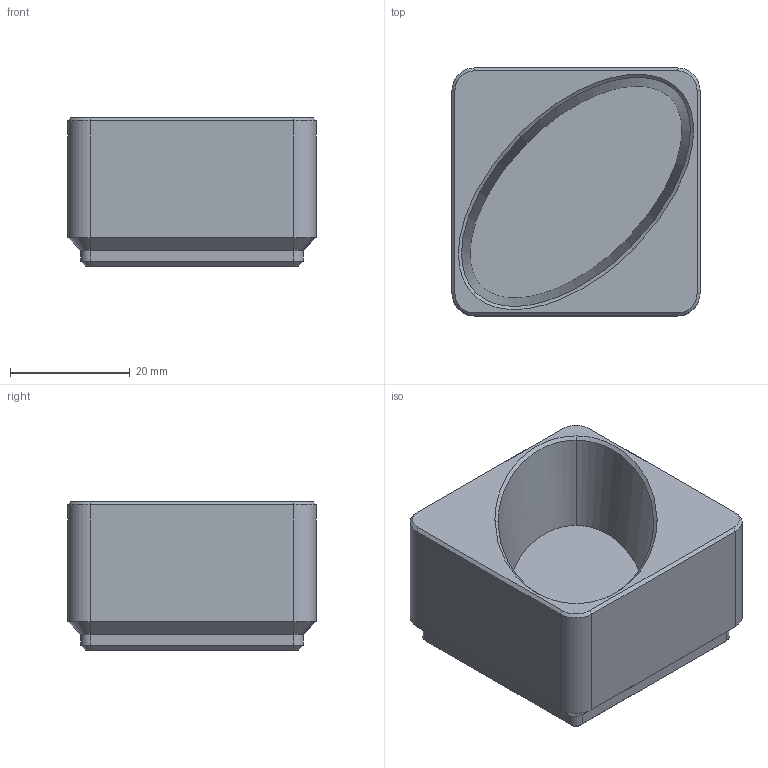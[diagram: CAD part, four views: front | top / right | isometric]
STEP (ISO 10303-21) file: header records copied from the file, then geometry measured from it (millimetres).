
FILE_DESCRIPTION(('Open CASCADE Model'),'2;1');
FILE_NAME('Open CASCADE Shape Model','2022-12-31T17:55:59',('Author'),( 'Open CASCADE'),'Open CASCADE STEP processor 7.5','Open CASCADE 7.5' ,'Unknown');
FILE_SCHEMA(('AUTOMOTIVE_DESIGN { 1 0 10303 214 1 1 1 1 }'));
Length unit declared in the file: millimetre
Products named in the file (1): Open CASCADE STEP translator 7.5 13
Bounding box: 41.5 x 41.5 x 24.8 mm (x, y, z)
Volume: 25572.2 mm3; surface area: 9090.1 mm2
Topology: 1 solids, 1 shells, 88 faces, 204 edges, 124 vertices
Faces by surface type: plane 52, cylinder 16, cone 12, bspline 8
Full cylindrical faces by diameter (mm): 3 x4, 6.5 x4
Entity records: 5454 total; most frequent: CARTESIAN_POINT 1453, DIRECTION 706, ORIENTED_EDGE 408, PCURVE 408, DEFINITIONAL_REPRESENTATION 408, LINE 360, VECTOR 360, EDGE_CURVE 204
